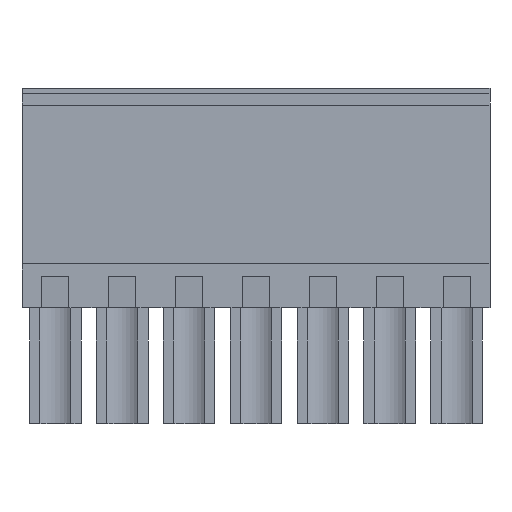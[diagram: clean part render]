
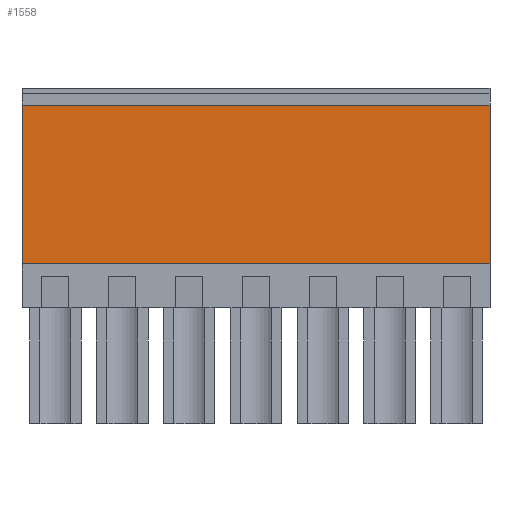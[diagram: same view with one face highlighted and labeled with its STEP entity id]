
A CAD part, front view. The second image highlights one B-rep face of the part: STEP entity #1558.
In plain terms, the highlighted planar face has unit normal (0, -1, 0).
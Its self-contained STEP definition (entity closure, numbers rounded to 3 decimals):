
#1545=AXIS2_PLACEMENT_3D('Plane Axis2P3D',#1542,#1543,#1544) ;
#384=CARTESIAN_POINT('Vertex',(0.,0.75,9.1)) ;
#387=CARTESIAN_POINT('Line Origine',(0.,0.75,13.625)) ;
#391=CARTESIAN_POINT('Vertex',(0.,0.75,18.15)) ;
#1166=CARTESIAN_POINT('Vertex',(26.67,0.75,18.15)) ;
#1169=CARTESIAN_POINT('Line Origine',(26.67,0.75,13.625)) ;
#1173=CARTESIAN_POINT('Vertex',(26.67,0.75,9.1)) ;
#1530=CARTESIAN_POINT('Line Origine',(13.335,0.75,9.1)) ;
#1542=CARTESIAN_POINT('Axis2P3D Location',(26.67,0.75,18.15)) ;
#1547=CARTESIAN_POINT('Line Origine',(13.335,0.75,18.15)) ;
#388=DIRECTION('Vector Direction',(0.,0.,-1.)) ;
#1170=DIRECTION('Vector Direction',(0.,0.,-1.)) ;
#1531=DIRECTION('Vector Direction',(-1.,0.,0.)) ;
#1543=DIRECTION('Axis2P3D Direction',(0.,1.,0.)) ;
#1544=DIRECTION('Axis2P3D XDirection',(0.,0.,-1.)) ;
#1548=DIRECTION('Vector Direction',(-1.,0.,0.)) ;
#389=VECTOR('Line Direction',#388,1.) ;
#1171=VECTOR('Line Direction',#1170,1.) ;
#1532=VECTOR('Line Direction',#1531,1.) ;
#1549=VECTOR('Line Direction',#1548,1.) ;
#1553=ORIENTED_EDGE('',*,*,#393,.T.) ;
#1554=ORIENTED_EDGE('',*,*,#1534,.F.) ;
#1555=ORIENTED_EDGE('',*,*,#1175,.F.) ;
#1556=ORIENTED_EDGE('',*,*,#1551,.T.) ;
#1558=ADVANCED_FACE('HOUSING',(#1557),#1546,.F.) ;
#393=EDGE_CURVE('',#392,#385,#390,.T.) ;
#1175=EDGE_CURVE('',#1167,#1174,#1172,.T.) ;
#1534=EDGE_CURVE('',#1174,#385,#1533,.T.) ;
#1551=EDGE_CURVE('',#1167,#392,#1550,.T.) ;
#1552=EDGE_LOOP('',(#1553,#1554,#1555,#1556)) ;
#1557=FACE_OUTER_BOUND('',#1552,.T.) ;
#390=LINE('Line',#387,#389) ;
#1172=LINE('Line',#1169,#1171) ;
#1533=LINE('Line',#1530,#1532) ;
#1550=LINE('Line',#1547,#1549) ;
#1546=PLANE('',#1545) ;
#385=VERTEX_POINT('',#384) ;
#392=VERTEX_POINT('',#391) ;
#1167=VERTEX_POINT('',#1166) ;
#1174=VERTEX_POINT('',#1173) ;
